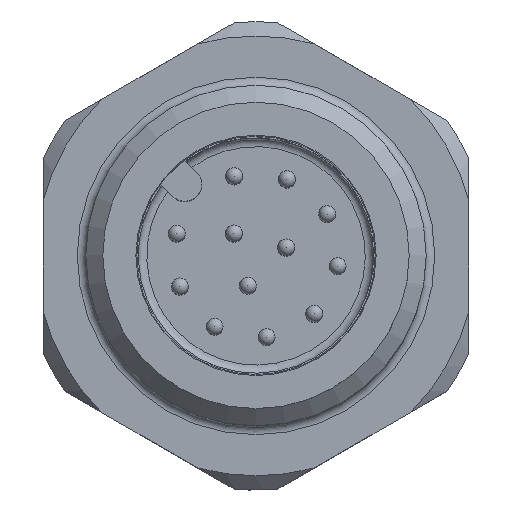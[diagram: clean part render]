
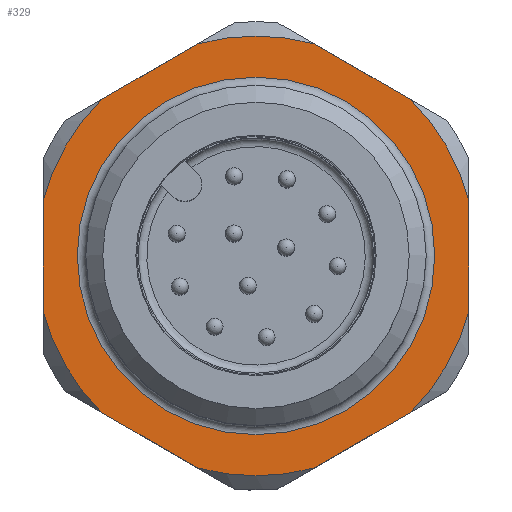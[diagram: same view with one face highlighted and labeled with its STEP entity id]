
A CAD part, top view. The second image highlights one B-rep face of the part: STEP entity #329.
In plain terms, the highlighted planar face has unit normal (0, 0, 1).
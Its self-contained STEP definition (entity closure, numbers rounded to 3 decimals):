
#53=LINE('',#3496,#85);
#54=LINE('',#3497,#86);
#55=LINE('',#3498,#87);
#56=LINE('',#3499,#88);
#57=LINE('',#3500,#89);
#58=LINE('',#3501,#90);
#85=VECTOR('',#2709,1.);
#86=VECTOR('',#2710,1.);
#87=VECTOR('',#2711,1.);
#88=VECTOR('',#2712,1.);
#89=VECTOR('',#2713,1.);
#90=VECTOR('',#2714,1.);
#329=ADVANCED_FACE('',(#568,#569),#467,.F.);
#467=PLANE('',#2252);
#568=FACE_BOUND('',#873,.T.);
#569=FACE_BOUND('',#874,.T.);
#873=EDGE_LOOP('',(#1243));
#874=EDGE_LOOP('',(#1244,#1245,#1246,#1247,#1248,#1249,#1250,#1251,#1252,
#1253,#1254,#1255));
#1243=ORIENTED_EDGE('',*,*,#1809,.T.);
#1244=ORIENTED_EDGE('',*,*,#1834,.F.);
#1245=ORIENTED_EDGE('',*,*,#1829,.F.);
#1246=ORIENTED_EDGE('',*,*,#1835,.F.);
#1247=ORIENTED_EDGE('',*,*,#1811,.F.);
#1248=ORIENTED_EDGE('',*,*,#1836,.F.);
#1249=ORIENTED_EDGE('',*,*,#1815,.F.);
#1250=ORIENTED_EDGE('',*,*,#1837,.F.);
#1251=ORIENTED_EDGE('',*,*,#1819,.F.);
#1252=ORIENTED_EDGE('',*,*,#1838,.F.);
#1253=ORIENTED_EDGE('',*,*,#1823,.F.);
#1254=ORIENTED_EDGE('',*,*,#1839,.F.);
#1255=ORIENTED_EDGE('',*,*,#1831,.F.);
#1607=VERTEX_POINT('',#3404);
#1608=VERTEX_POINT('',#3410);
#1610=VERTEX_POINT('',#3413);
#1612=VERTEX_POINT('',#3425);
#1614=VERTEX_POINT('',#3428);
#1616=VERTEX_POINT('',#3440);
#1618=VERTEX_POINT('',#3443);
#1620=VERTEX_POINT('',#3455);
#1622=VERTEX_POINT('',#3458);
#1625=VERTEX_POINT('',#3471);
#1627=VERTEX_POINT('',#3478);
#1628=VERTEX_POINT('',#3485);
#1630=VERTEX_POINT('',#3488);
#1809=EDGE_CURVE('',#1607,#1607,#2019,.T.);
#1811=EDGE_CURVE('',#1608,#1610,#2020,.T.);
#1815=EDGE_CURVE('',#1612,#1614,#2022,.T.);
#1819=EDGE_CURVE('',#1616,#1618,#2024,.T.);
#1823=EDGE_CURVE('',#1620,#1622,#2026,.T.);
#1829=EDGE_CURVE('',#1627,#1625,#2029,.T.);
#1831=EDGE_CURVE('',#1628,#1630,#2030,.T.);
#1834=EDGE_CURVE('',#1625,#1628,#53,.T.);
#1835=EDGE_CURVE('',#1610,#1627,#54,.T.);
#1836=EDGE_CURVE('',#1614,#1608,#55,.T.);
#1837=EDGE_CURVE('',#1618,#1612,#56,.T.);
#1838=EDGE_CURVE('',#1622,#1616,#57,.T.);
#1839=EDGE_CURVE('',#1630,#1620,#58,.T.);
#2019=CIRCLE('',#2232,6.3);
#2020=CIRCLE('',#2234,7.75);
#2022=CIRCLE('',#2237,7.75);
#2024=CIRCLE('',#2240,7.75);
#2026=CIRCLE('',#2243,7.75);
#2029=CIRCLE('',#2247,7.75);
#2030=CIRCLE('',#2249,7.75);
#2232=AXIS2_PLACEMENT_3D('',#3403,#2669,#2670);
#2234=AXIS2_PLACEMENT_3D('',#3412,#2673,#2674);
#2237=AXIS2_PLACEMENT_3D('',#3427,#2679,#2680);
#2240=AXIS2_PLACEMENT_3D('',#3442,#2685,#2686);
#2243=AXIS2_PLACEMENT_3D('',#3457,#2691,#2692);
#2247=AXIS2_PLACEMENT_3D('',#3479,#2699,#2700);
#2249=AXIS2_PLACEMENT_3D('',#3487,#2703,#2704);
#2252=AXIS2_PLACEMENT_3D('',#3502,#2715,#2716);
#2669=DIRECTION('',(0.,0.,-1.));
#2670=DIRECTION('',(-1.,0.,0.));
#2673=DIRECTION('',(0.,0.,-1.));
#2674=DIRECTION('',(-1.,0.,0.));
#2679=DIRECTION('',(0.,0.,-1.));
#2680=DIRECTION('',(-1.,0.,0.));
#2685=DIRECTION('',(0.,0.,-1.));
#2686=DIRECTION('',(-1.,0.,0.));
#2691=DIRECTION('',(0.,0.,-1.));
#2692=DIRECTION('',(-1.,0.,0.));
#2699=DIRECTION('',(0.,0.,-1.));
#2700=DIRECTION('',(-1.,0.,0.));
#2703=DIRECTION('',(0.,0.,-1.));
#2704=DIRECTION('',(-1.,0.,0.));
#2709=DIRECTION('',(-0.866,-0.5,0.));
#2710=DIRECTION('',(0.,-1.,0.));
#2711=DIRECTION('',(0.866,-0.5,0.));
#2712=DIRECTION('',(0.866,0.5,0.));
#2713=DIRECTION('',(0.,1.,0.));
#2714=DIRECTION('',(-0.866,0.5,0.));
#2715=DIRECTION('',(0.,0.,-1.));
#2716=DIRECTION('',(1.,0.,0.));
#3403=CARTESIAN_POINT('',(50.,52.6,8.9));
#3404=CARTESIAN_POINT('',(43.7,52.6,8.9));
#3410=CARTESIAN_POINT('',(55.441,58.119,8.9));
#3412=CARTESIAN_POINT('',(50.,52.6,8.9));
#3413=CARTESIAN_POINT('',(57.5,54.553,8.9));
#3425=CARTESIAN_POINT('',(47.941,60.071,8.9));
#3427=CARTESIAN_POINT('',(50.,52.6,8.9));
#3428=CARTESIAN_POINT('',(52.059,60.071,8.9));
#3440=CARTESIAN_POINT('',(42.5,54.553,8.9));
#3442=CARTESIAN_POINT('',(50.,52.6,8.9));
#3443=CARTESIAN_POINT('',(44.559,58.119,8.9));
#3455=CARTESIAN_POINT('',(44.559,47.081,8.9));
#3457=CARTESIAN_POINT('',(50.,52.6,8.9));
#3458=CARTESIAN_POINT('',(42.5,50.647,8.9));
#3471=CARTESIAN_POINT('',(55.441,47.081,8.9));
#3478=CARTESIAN_POINT('',(57.5,50.647,8.9));
#3479=CARTESIAN_POINT('',(50.,52.6,8.9));
#3485=CARTESIAN_POINT('',(52.059,45.129,8.9));
#3487=CARTESIAN_POINT('',(50.,52.6,8.9));
#3488=CARTESIAN_POINT('',(47.941,45.129,8.9));
#3496=CARTESIAN_POINT('',(56.348,47.605,8.9));
#3497=CARTESIAN_POINT('',(57.5,58.6,8.9));
#3498=CARTESIAN_POINT('',(51.152,60.595,8.9));
#3499=CARTESIAN_POINT('',(48.848,60.595,8.9));
#3500=CARTESIAN_POINT('',(42.5,58.6,8.9));
#3501=CARTESIAN_POINT('',(43.652,47.605,8.9));
#3502=CARTESIAN_POINT('',(50.,58.6,8.9));
